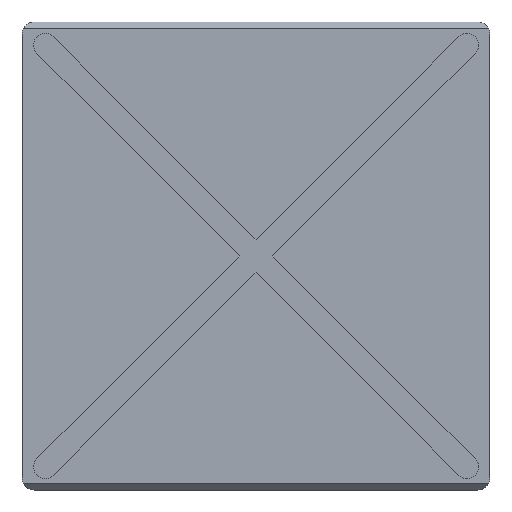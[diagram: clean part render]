
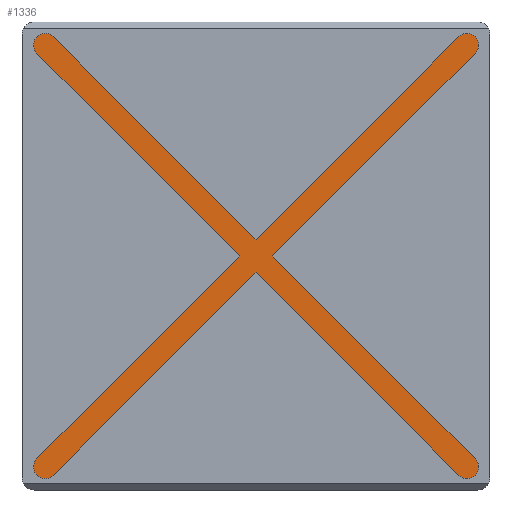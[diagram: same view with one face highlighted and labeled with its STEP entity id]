
A CAD part, front view. The second image highlights one B-rep face of the part: STEP entity #1336.
In plain terms, the highlighted face is planar.
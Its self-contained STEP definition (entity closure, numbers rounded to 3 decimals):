
#20 = CARTESIAN_POINT ( 'NONE',  ( -2.121, -2.121, 0.762 ) ) ;
#34 = ORIENTED_EDGE ( 'NONE', *, *, #1100, .T. ) ;
#42 = CARTESIAN_POINT ( 'NONE',  ( 2.121, -2.121, 0.762 ) ) ;
#46 = EDGE_CURVE ( 'NONE', #47, #1730, #325, .T. ) ;
#47 = VERTEX_POINT ( 'NONE', #851 ) ;
#56 = EDGE_LOOP ( 'NONE', ( #926, #846, #1450, #1095, #804, #476, #589, #1113, #34, #1637, #491, #1112, #656, #928 ) ) ;
#62 = VERTEX_POINT ( 'NONE', #450 ) ;
#70 = CARTESIAN_POINT ( 'NONE',  ( -57.071, -52.829, 0.762 ) ) ;
#84 = CARTESIAN_POINT ( 'NONE',  ( -2.121, 2.121, 0.762 ) ) ;
#89 = EDGE_CURVE ( 'NONE', #996, #336, #1571, .T. ) ;
#104 = LINE ( 'NONE', #615, #363 ) ;
#133 = CARTESIAN_POINT ( 'NONE',  ( -57.95, 54.95, 0.762 ) ) ;
#158 = CIRCLE ( 'NONE', #1643, 3. ) ;
#165 = CARTESIAN_POINT ( 'NONE',  ( -54.95, -54.95, 0.762 ) ) ;
#191 = PLANE ( 'NONE',  #640 ) ;
#257 = DIRECTION ( 'NONE',  ( 0., 0., -1. ) ) ;
#258 = EDGE_CURVE ( 'NONE', #336, #1441, #104, .T. ) ;
#264 = CARTESIAN_POINT ( 'NONE',  ( -2.121, -2.121, 0.762 ) ) ;
#273 = LINE ( 'NONE', #20, #1706 ) ;
#292 = DIRECTION ( 'NONE',  ( -1., 0., 0. ) ) ;
#325 = LINE ( 'NONE', #84, #1248 ) ;
#336 = VERTEX_POINT ( 'NONE', #979 ) ;
#358 = EDGE_CURVE ( 'NONE', #1031, #1585, #887, .T. ) ;
#363 = VECTOR ( 'NONE', #494, 1000. ) ;
#368 = CARTESIAN_POINT ( 'NONE',  ( -57.95, -54.95, 0.762 ) ) ;
#450 = CARTESIAN_POINT ( 'NONE',  ( -57.071, 52.829, 0.762 ) ) ;
#476 = ORIENTED_EDGE ( 'NONE', *, *, #89, .T. ) ;
#491 = ORIENTED_EDGE ( 'NONE', *, *, #714, .T. ) ;
#494 = DIRECTION ( 'NONE',  ( -0.707, -0.707, 0. ) ) ;
#497 = DIRECTION ( 'NONE',  ( -0.707, 0.707, 0. ) ) ;
#552 = CIRCLE ( 'NONE', #1496, 3. ) ;
#560 = VECTOR ( 'NONE', #811, 1000. ) ;
#579 = FACE_OUTER_BOUND ( 'NONE', #56, .T. ) ;
#581 = AXIS2_PLACEMENT_3D ( 'NONE', #1269, #716, #1553 ) ;
#582 = VERTEX_POINT ( 'NONE', #70 ) ;
#589 = ORIENTED_EDGE ( 'NONE', *, *, #258, .T. ) ;
#591 = EDGE_CURVE ( 'NONE', #1148, #582, #1340, .T. ) ;
#598 = CIRCLE ( 'NONE', #1606, 3. ) ;
#615 = CARTESIAN_POINT ( 'NONE',  ( 2.121, -2.121, 0.762 ) ) ;
#632 = CARTESIAN_POINT ( 'NONE',  ( 4.243, 0., 0.762 ) ) ;
#639 = EDGE_CURVE ( 'NONE', #62, #1031, #967, .T. ) ;
#640 = AXIS2_PLACEMENT_3D ( 'NONE', #1552, #1109, #1659 ) ;
#656 = ORIENTED_EDGE ( 'NONE', *, *, #358, .T. ) ;
#672 = LINE ( 'NONE', #1086, #870 ) ;
#714 = EDGE_CURVE ( 'NONE', #1148, #62, #273, .T. ) ;
#716 = DIRECTION ( 'NONE',  ( 0., 0., -1. ) ) ;
#729 = LINE ( 'NONE', #1291, #1667 ) ;
#749 = CARTESIAN_POINT ( 'NONE',  ( -2.121, 2.121, 0.762 ) ) ;
#756 = CARTESIAN_POINT ( 'NONE',  ( -54.95, -54.95, 0.762 ) ) ;
#757 = DIRECTION ( 'NONE',  ( -0.707, -0.707, 0. ) ) ;
#768 = DIRECTION ( 'NONE',  ( -1., 0., 0. ) ) ;
#770 = VERTEX_POINT ( 'NONE', #632 ) ;
#795 = VERTEX_POINT ( 'NONE', #368 ) ;
#804 = ORIENTED_EDGE ( 'NONE', *, *, #1600, .T. ) ;
#811 = DIRECTION ( 'NONE',  ( -0.707, -0.707, 0. ) ) ;
#819 = DIRECTION ( 'NONE',  ( 0., 0., -1. ) ) ;
#832 = DIRECTION ( 'NONE',  ( -1., 0., 0. ) ) ;
#846 = ORIENTED_EDGE ( 'NONE', *, *, #1528, .T. ) ;
#851 = CARTESIAN_POINT ( 'NONE',  ( 52.829, 57.071, 0.762 ) ) ;
#861 = DIRECTION ( 'NONE',  ( -0.707, -0.707, 0. ) ) ;
#870 = VECTOR ( 'NONE', #1635, 1000. ) ;
#887 = CIRCLE ( 'NONE', #581, 3. ) ;
#926 = ORIENTED_EDGE ( 'NONE', *, *, #46, .F. ) ;
#927 = CIRCLE ( 'NONE', #1540, 3. ) ;
#928 = ORIENTED_EDGE ( 'NONE', *, *, #1721, .F. ) ;
#932 = CARTESIAN_POINT ( 'NONE',  ( 54.95, -54.95, 0.762 ) ) ;
#967 = CIRCLE ( 'NONE', #1057, 3. ) ;
#979 = CARTESIAN_POINT ( 'NONE',  ( 0., -4.243, 0.762 ) ) ;
#996 = VERTEX_POINT ( 'NONE', #1589 ) ;
#1031 = VERTEX_POINT ( 'NONE', #133 ) ;
#1057 = AXIS2_PLACEMENT_3D ( 'NONE', #1705, #1448, #768 ) ;
#1061 = CARTESIAN_POINT ( 'NONE',  ( 54.95, 54.95, 0.762 ) ) ;
#1086 = CARTESIAN_POINT ( 'NONE',  ( 2.121, 2.121, 0.762 ) ) ;
#1095 = ORIENTED_EDGE ( 'NONE', *, *, #1568, .F. ) ;
#1100 = EDGE_CURVE ( 'NONE', #795, #582, #552, .T. ) ;
#1109 = DIRECTION ( 'NONE',  ( 0., 0., -1. ) ) ;
#1112 = ORIENTED_EDGE ( 'NONE', *, *, #639, .T. ) ;
#1113 = ORIENTED_EDGE ( 'NONE', *, *, #1236, .T. ) ;
#1148 = VERTEX_POINT ( 'NONE', #1543 ) ;
#1209 = DIRECTION ( 'NONE',  ( -1., 0., 0. ) ) ;
#1236 = EDGE_CURVE ( 'NONE', #1441, #795, #598, .T. ) ;
#1241 = LINE ( 'NONE', #42, #560 ) ;
#1248 = VECTOR ( 'NONE', #861, 1000. ) ;
#1263 = VERTEX_POINT ( 'NONE', #1566 ) ;
#1269 = CARTESIAN_POINT ( 'NONE',  ( -54.95, 54.95, 0.762 ) ) ;
#1285 = CARTESIAN_POINT ( 'NONE',  ( -52.829, -57.071, 0.762 ) ) ;
#1291 = CARTESIAN_POINT ( 'NONE',  ( 2.121, 2.121, 0.762 ) ) ;
#1335 = DIRECTION ( 'NONE',  ( -0.707, 0.707, 0. ) ) ;
#1336 = ADVANCED_FACE ( 'NONE', ( #579 ), #191, .T. ) ;
#1340 = LINE ( 'NONE', #749, #1411 ) ;
#1411 = VECTOR ( 'NONE', #757, 1000. ) ;
#1441 = VERTEX_POINT ( 'NONE', #1285 ) ;
#1448 = DIRECTION ( 'NONE',  ( 0., 0., -1. ) ) ;
#1449 = CARTESIAN_POINT ( 'NONE',  ( -52.829, 57.071, 0.762 ) ) ;
#1450 = ORIENTED_EDGE ( 'NONE', *, *, #1630, .T. ) ;
#1474 = DIRECTION ( 'NONE',  ( -0.707, 0.707, 0. ) ) ;
#1496 = AXIS2_PLACEMENT_3D ( 'NONE', #165, #819, #832 ) ;
#1504 = DIRECTION ( 'NONE',  ( 0., 0., -1. ) ) ;
#1528 = EDGE_CURVE ( 'NONE', #47, #1263, #927, .T. ) ;
#1540 = AXIS2_PLACEMENT_3D ( 'NONE', #1061, #257, #1209 ) ;
#1543 = CARTESIAN_POINT ( 'NONE',  ( -4.243, 0., 0.762 ) ) ;
#1552 = CARTESIAN_POINT ( 'NONE',  ( 0., 0., 0.762 ) ) ;
#1553 = DIRECTION ( 'NONE',  ( -1., 0., 0. ) ) ;
#1566 = CARTESIAN_POINT ( 'NONE',  ( 57.071, 52.829, 0.762 ) ) ;
#1568 = EDGE_CURVE ( 'NONE', #1603, #770, #729, .T. ) ;
#1571 = LINE ( 'NONE', #264, #1717 ) ;
#1585 = VERTEX_POINT ( 'NONE', #1449 ) ;
#1589 = CARTESIAN_POINT ( 'NONE',  ( 52.829, -57.071, 0.762 ) ) ;
#1600 = EDGE_CURVE ( 'NONE', #1603, #996, #158, .T. ) ;
#1603 = VERTEX_POINT ( 'NONE', #1642 ) ;
#1606 = AXIS2_PLACEMENT_3D ( 'NONE', #756, #1703, #1680 ) ;
#1629 = CARTESIAN_POINT ( 'NONE',  ( 0., 4.243, 0.762 ) ) ;
#1630 = EDGE_CURVE ( 'NONE', #1263, #770, #1241, .T. ) ;
#1635 = DIRECTION ( 'NONE',  ( -0.707, 0.707, 0. ) ) ;
#1637 = ORIENTED_EDGE ( 'NONE', *, *, #591, .F. ) ;
#1642 = CARTESIAN_POINT ( 'NONE',  ( 57.071, -52.829, 0.762 ) ) ;
#1643 = AXIS2_PLACEMENT_3D ( 'NONE', #932, #1504, #292 ) ;
#1659 = DIRECTION ( 'NONE',  ( -1., 0., 0. ) ) ;
#1667 = VECTOR ( 'NONE', #497, 1000. ) ;
#1680 = DIRECTION ( 'NONE',  ( -1., 0., 0. ) ) ;
#1703 = DIRECTION ( 'NONE',  ( 0., 0., -1. ) ) ;
#1705 = CARTESIAN_POINT ( 'NONE',  ( -54.95, 54.95, 0.762 ) ) ;
#1706 = VECTOR ( 'NONE', #1335, 1000. ) ;
#1717 = VECTOR ( 'NONE', #1474, 1000. ) ;
#1721 = EDGE_CURVE ( 'NONE', #1730, #1585, #672, .T. ) ;
#1730 = VERTEX_POINT ( 'NONE', #1629 ) ;
